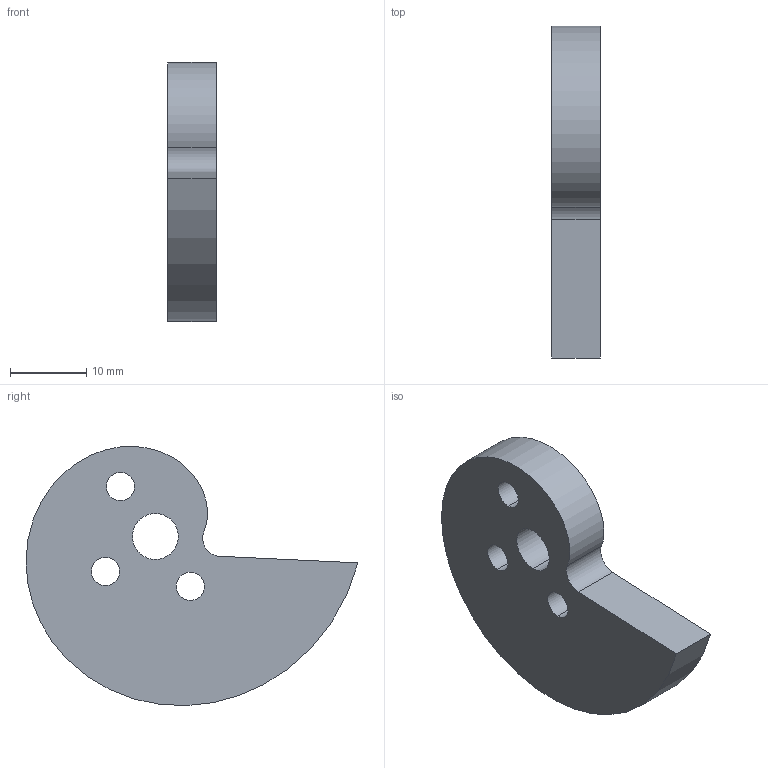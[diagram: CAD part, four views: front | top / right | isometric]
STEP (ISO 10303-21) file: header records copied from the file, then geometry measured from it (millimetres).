
FILE_DESCRIPTION (( 'STEP AP214' ), '1' );
FILE_NAME ('8699-16-345 rA.02 Cocking Cam -v2.STEP', '2017-02-15T14:27:34', ( 'nexus' ), ( '' ), 'SwSTEP 2.0', 'SolidWorks 2016', '' );
FILE_SCHEMA (( 'AUTOMOTIVE_DESIGN' ));
Length unit declared in the file: inch
Products named in the file (1): 8699-16-345 rA.02 Cocking Cam -v2
Bounding box: 6.35 x 43.6 x 34.02 mm (x, y, z)
Volume: 5513 mm3; surface area: 2876.2 mm2
Topology: 1 solids, 1 shells, 13 faces, 33 edges, 22 vertices
Faces by surface type: cylinder 9, plane 3, bspline 1
Entity records: 793 total; most frequent: CARTESIAN_POINT 408, DIRECTION 75, ORIENTED_EDGE 66, EDGE_CURVE 33, AXIS2_PLACEMENT_3D 31, VERTEX_POINT 22, EDGE_LOOP 21, CIRCLE 18
